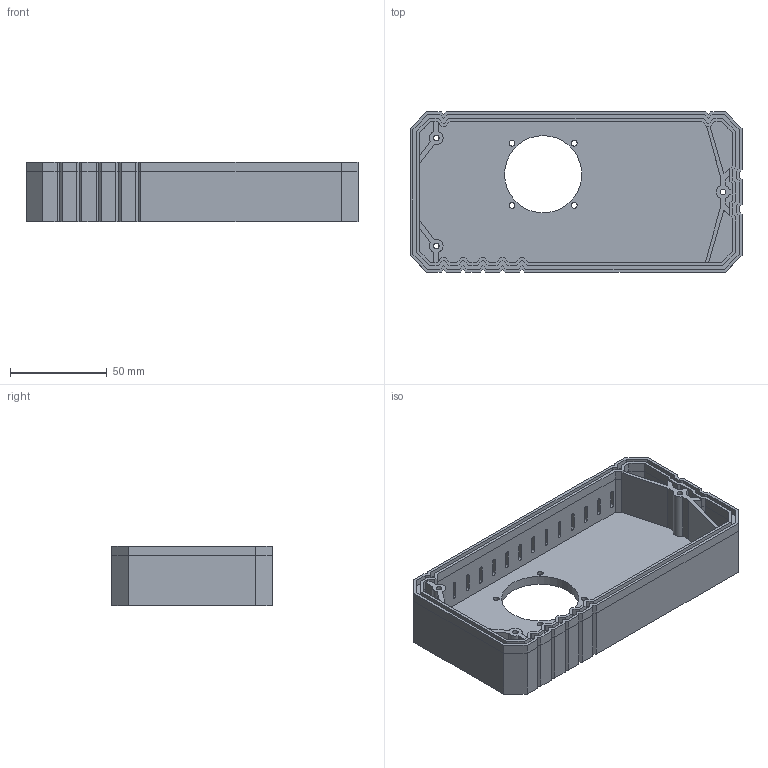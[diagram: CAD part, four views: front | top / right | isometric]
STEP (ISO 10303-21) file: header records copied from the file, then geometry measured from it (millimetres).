
FILE_DESCRIPTION(/* description */ (''),/* implementation_level */ '2;1');
FILE_NAME(/* name */ 'TBCP PCB Shell derived unlinked v71.step',/* time_stamp */ '2024-11-11T22:03:22+13:00',/* author */ (''),/* organization */ (''),/* preprocessor_version */ 'ST-DEVELOPER v20',/* originating_system */ 'Autodesk Translation Framework v13.20.0.188',/* authorisation */ '');
FILE_SCHEMA (('AUTOMOTIVE_DESIGN { 1 0 10303 214 3 1 1 }'));
Length unit declared in the file: millimetre
Products named in the file (2): Configuration 1; Component44
Assembly tree (1 placements, depth 2):
  Configuration 1
    Component44
Bounding box: 172.02 x 83.12 x 31 mm (x, y, z)
Volume: 131001.6 mm3; surface area: 70367.9 mm2
Topology: 2 solids, 2 shells, 367 faces, 1062 edges, 702 vertices
Faces by surface type: plane 324, cylinder 43
Full cylindrical faces by diameter (mm): 2.9 x3, 3 x4, 40 x1
Entity records: 12092 total; most frequent: CARTESIAN_POINT 2134, ORIENTED_EDGE 2124, DIRECTION 1888, EDGE_CURVE 1062, LINE 976, VECTOR 976, VERTEX_POINT 702, AXIS2_PLACEMENT_3D 456
